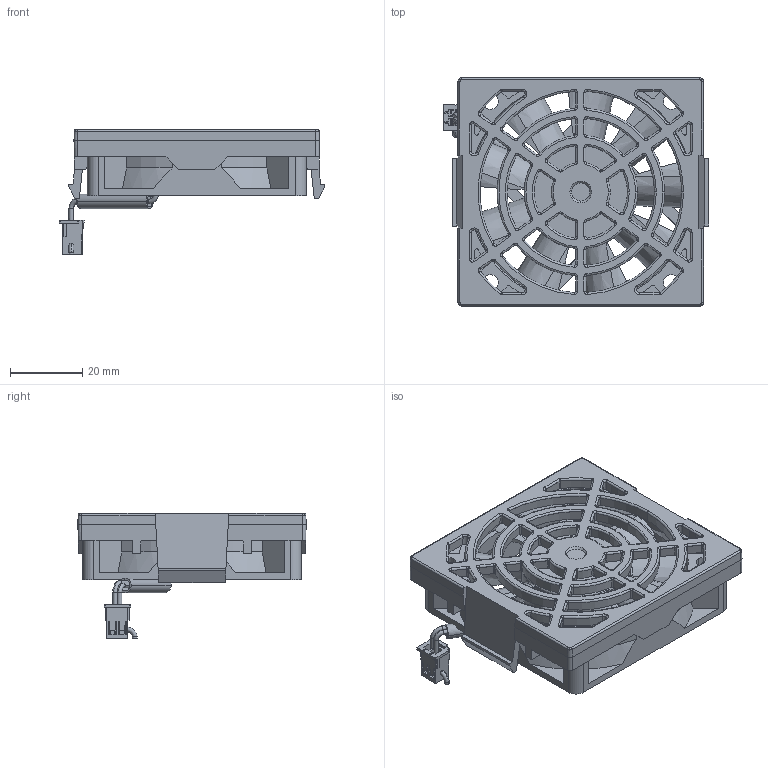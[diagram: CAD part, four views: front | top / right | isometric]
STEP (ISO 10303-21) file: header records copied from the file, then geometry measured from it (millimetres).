
FILE_DESCRIPTION (( 'STEP AP214' ), '1' );
FILE_NAME ('14391148.STEP', '2021-07-14T21:33:59', ( '' ), ( '' ), 'SwSTEP 2.0', 'SolidWorks 2017', '' );
FILE_SCHEMA (( 'AUTOMOTIVE_DESIGN' ));
Length unit declared in the file: inch
Products named in the file (1): 14391148
Bounding box: 73.37 x 63 x 34.6 mm (x, y, z)
Volume: 31580.2 mm3; surface area: 33246.4 mm2
Topology: 6 solids, 6 shells, 1598 faces, 4060 edges, 2516 vertices
Faces by surface type: plane 657, torus 335, cylinder 285, cone 228, bspline 91, sphere 2
Entity records: 62341 total; most frequent: CARTESIAN_POINT 14801, DIRECTION 8218, ORIENTED_EDGE 8120, EDGE_CURVE 4060, AXIS2_PLACEMENT_3D 3041, VERTEX_POINT 2516, VECTOR 2136, LINE 2136
